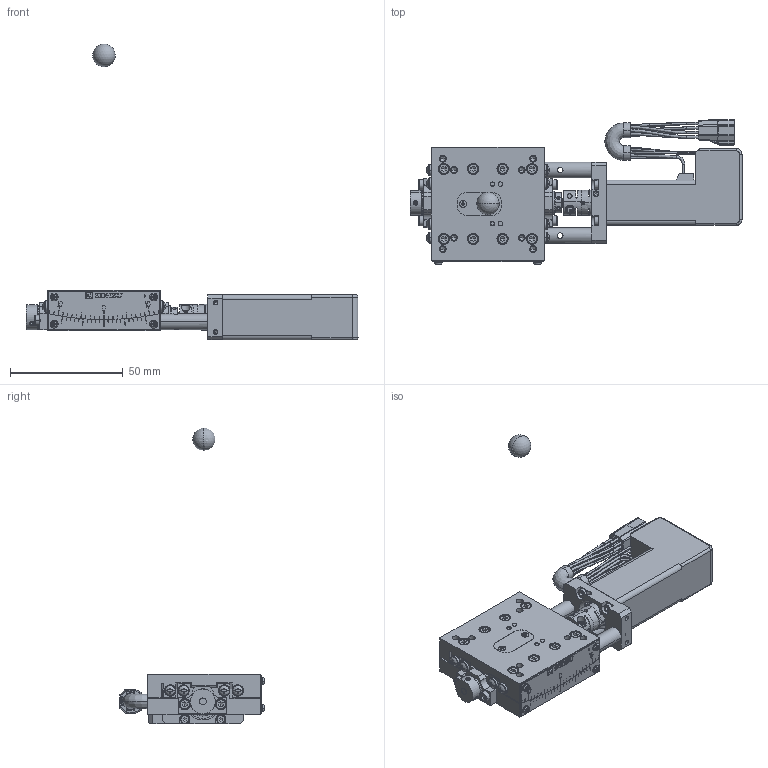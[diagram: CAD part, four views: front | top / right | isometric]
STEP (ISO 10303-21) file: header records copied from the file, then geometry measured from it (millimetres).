
FILE_DESCRIPTION( (''), '2;1');
FILE_NAME ('DR051314-0001-000-00.stp','2019-04-18T20:25:56',(''),(''),'spGate 13.4.4','','');
FILE_SCHEMA (('AUTOMOTIVE_DESIGN'));
Length unit declared in the file: millimetre
Products named in the file (8): Assembly; DR051314-0001-000-00-prt0; DR051314-0001-000-00-prt1; DR051314-0001-000-00-prt2; DR051314-0001-000-00-prt3; DR051314-0001-000-00-prt4; DR051314-0001-000-00-prt5; DR051314-0001-000-00-prt6
Assembly tree (7 placements, depth 2):
  Assembly
    DR051314-0001-000-00-prt0
    DR051314-0001-000-00-prt1
    DR051314-0001-000-00-prt2
    DR051314-0001-000-00-prt3
    DR051314-0001-000-00-prt4
    DR051314-0001-000-00-prt5
    DR051314-0001-000-00-prt6
Bounding box: 147 x 64.16 x 131 mm (x, y, z)
Volume: 79053 mm3; surface area: 39970.2 mm2
Topology: 7 solids, 7 shells, 2826 faces, 7052 edges, 4355 vertices
Faces by surface type: plane 1581, cylinder 735, bspline 484, sphere 26
Entity records: 146836 total; most frequent: CARTESIAN_POINT 27506, ORIENTED_EDGE 13824, DIRECTION 12241, COLOUR_RGB 9745, PRESENTATION_STYLE_ASSIGNMENT 9745, STYLED_ITEM 9745, EDGE_CURVE 6912, DRAUGHTING_PRE_DEFINED_CURVE_FONT 6912
